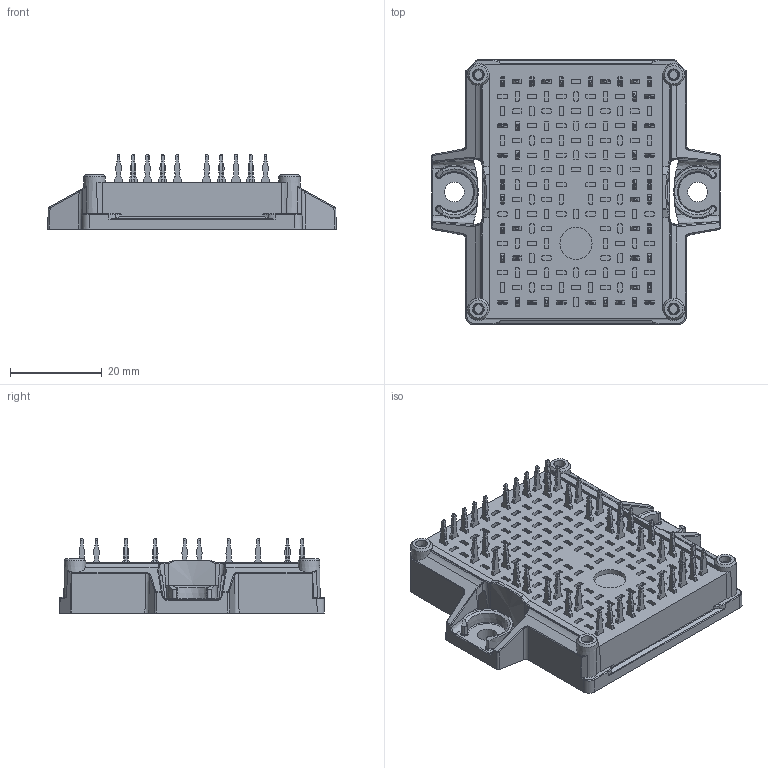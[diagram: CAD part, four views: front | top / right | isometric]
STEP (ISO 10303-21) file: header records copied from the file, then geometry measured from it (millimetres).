
FILE_DESCRIPTION(/* description */ ('Unknown'),/* implementation_level */ '2;1');
FILE_NAME(/* name */ 'FlowE2-4T12T-PN10(460)-01-OL',/* time_stamp */ '2024-08-12T09:49:18+02:00',/* author */ ('Unknown'),/* organization */ ('Unknown'),/* preprocessor_version */ 'ST-DEVELOPER v18.104',/* originating_system */ 'Solid Edge',/* authorisation */ 'Unknown');
FILE_SCHEMA (('AUTOMOTIVE_DESIGN {1 0 10303 214 3 1 1}'));
Products named in the file (1): FlowE2-4T12T-PN10-OL
Bounding box: 62.8 x 57.68 x 16.43 mm (x, y, z)
Volume: 26481.2 mm3; surface area: 12923.7 mm2
Topology: 1 solids, 1 shells, 4531 faces, 11392 edges, 7077 vertices
Faces by surface type: plane 2357, cylinder 1295, cone 714, bspline 119, torus 28, sphere 18
Full cylindrical faces by diameter (mm): 4.3 x2, 7 x1
Entity records: 167405 total; most frequent: CARTESIAN_POINT 25806, DIRECTION 23410, ORIENTED_EDGE 22680, EDGE_CURVE 11340, AXIS2_PLACEMENT_3D 7923, LINE 7564, VECTOR 7564, VERTEX_POINT 7064
